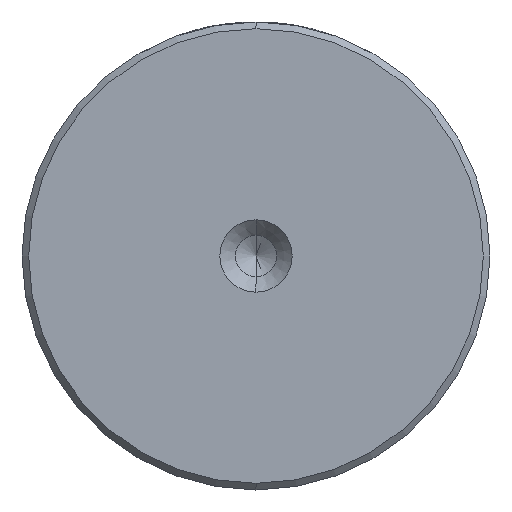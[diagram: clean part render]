
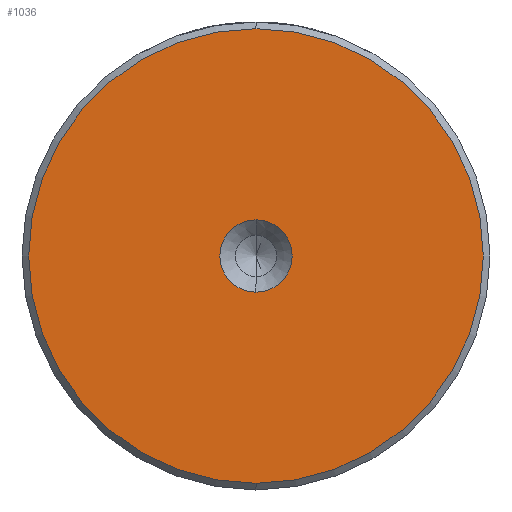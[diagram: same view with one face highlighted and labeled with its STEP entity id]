
A CAD part, left-side view. The second image highlights one B-rep face of the part: STEP entity #1036.
In plain terms, the highlighted planar face has unit normal (-1, 0, 0).
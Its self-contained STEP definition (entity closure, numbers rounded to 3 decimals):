
#150 = EDGE_CURVE ( 'NONE', #1640, #1364, #621, .T. ) ;
#151 = DIRECTION ( 'NONE',  ( 0., 0., 1. ) ) ;
#156 = DIRECTION ( 'NONE',  ( -1., 0., 0. ) ) ;
#331 = VERTEX_POINT ( 'NONE', #3063 ) ;
#621 = CIRCLE ( 'NONE', #914, 2.7 ) ;
#645 = VERTEX_POINT ( 'NONE', #1625 ) ;
#654 = DIRECTION ( 'NONE',  ( -1., 0., 0. ) ) ;
#736 = EDGE_CURVE ( 'NONE', #331, #645, #946, .T. ) ;
#772 = AXIS2_PLACEMENT_3D ( 'NONE', #2784, #1271, #3029 ) ;
#904 = FACE_BOUND ( 'NONE', #3062, .T. ) ;
#909 = CIRCLE ( 'NONE', #772, 17. ) ;
#914 = AXIS2_PLACEMENT_3D ( 'NONE', #1684, #156, #1932 ) ;
#946 = CIRCLE ( 'NONE', #957, 17. ) ;
#956 = ORIENTED_EDGE ( 'NONE', *, *, #736, .T. ) ;
#957 = AXIS2_PLACEMENT_3D ( 'NONE', #2680, #1171, #2937 ) ;
#1036 = ADVANCED_FACE ( 'NONE', ( #2245, #904 ), #3155, .T. ) ;
#1042 = EDGE_CURVE ( 'NONE', #1364, #1640, #2171, .T. ) ;
#1171 = DIRECTION ( 'NONE',  ( -1., 0., 0. ) ) ;
#1271 = DIRECTION ( 'NONE',  ( -1., 0., 0. ) ) ;
#1364 = VERTEX_POINT ( 'NONE', #2811 ) ;
#1625 = CARTESIAN_POINT ( 'NONE',  ( 0., 0., 17. ) ) ;
#1640 = VERTEX_POINT ( 'NONE', #2716 ) ;
#1669 = CARTESIAN_POINT ( 'NONE',  ( 0., 0., 0. ) ) ;
#1681 = DIRECTION ( 'NONE',  ( -1., 0., 0. ) ) ;
#1684 = CARTESIAN_POINT ( 'NONE',  ( 0., 0., 0. ) ) ;
#1895 = ORIENTED_EDGE ( 'NONE', *, *, #2099, .T. ) ;
#1932 = DIRECTION ( 'NONE',  ( 0., 0., 1. ) ) ;
#2099 = EDGE_CURVE ( 'NONE', #645, #331, #909, .T. ) ;
#2171 = CIRCLE ( 'NONE', #2422, 2.7 ) ;
#2245 = FACE_OUTER_BOUND ( 'NONE', #2544, .T. ) ;
#2422 = AXIS2_PLACEMENT_3D ( 'NONE', #3191, #1681, #151 ) ;
#2424 = DIRECTION ( 'NONE',  ( 0., 0., 1. ) ) ;
#2426 = ORIENTED_EDGE ( 'NONE', *, *, #1042, .F. ) ;
#2544 = EDGE_LOOP ( 'NONE', ( #956, #1895 ) ) ;
#2585 = AXIS2_PLACEMENT_3D ( 'NONE', #1669, #654, #2424 ) ;
#2680 = CARTESIAN_POINT ( 'NONE',  ( 0., 0., 0. ) ) ;
#2716 = CARTESIAN_POINT ( 'NONE',  ( 0., 0., 2.7 ) ) ;
#2784 = CARTESIAN_POINT ( 'NONE',  ( 0., 0., 0. ) ) ;
#2811 = CARTESIAN_POINT ( 'NONE',  ( 0., 0., -2.7 ) ) ;
#2937 = DIRECTION ( 'NONE',  ( 0., 0., 1. ) ) ;
#3029 = DIRECTION ( 'NONE',  ( 0., 0., 1. ) ) ;
#3062 = EDGE_LOOP ( 'NONE', ( #3232, #2426 ) ) ;
#3063 = CARTESIAN_POINT ( 'NONE',  ( 0., 0., -17. ) ) ;
#3155 = PLANE ( 'NONE',  #2585 ) ;
#3191 = CARTESIAN_POINT ( 'NONE',  ( 0., 0., 0. ) ) ;
#3232 = ORIENTED_EDGE ( 'NONE', *, *, #150, .F. ) ;
